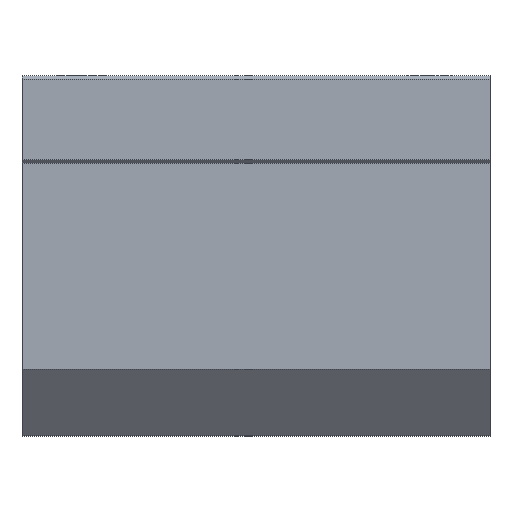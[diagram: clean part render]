
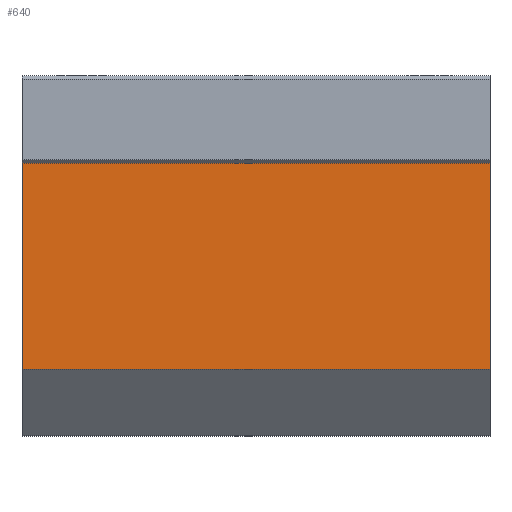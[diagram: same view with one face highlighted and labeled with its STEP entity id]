
A CAD part, top view. The second image highlights one B-rep face of the part: STEP entity #640.
In plain terms, the highlighted planar face has unit normal (0, 0, 1).
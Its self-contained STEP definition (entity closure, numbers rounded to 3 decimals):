
#26 = VERTEX_POINT ( 'NONE', #182 ) ;
#37 = DIRECTION ( 'NONE',  ( 0., -1., 0. ) ) ;
#43 = VERTEX_POINT ( 'NONE', #153 ) ;
#70 = CARTESIAN_POINT ( 'NONE',  ( -33.5, -16., 37.5 ) ) ;
#82 = CARTESIAN_POINT ( 'NONE',  ( -33.5, -16., 37.5 ) ) ;
#89 = DIRECTION ( 'NONE',  ( 1., 0., 0. ) ) ;
#99 = DIRECTION ( 'NONE',  ( 1., 0., 0. ) ) ;
#105 = CARTESIAN_POINT ( 'NONE',  ( -33.5, 13.5, 37.5 ) ) ;
#137 = CARTESIAN_POINT ( 'NONE',  ( -33.5, -16., 37.5 ) ) ;
#141 = CARTESIAN_POINT ( 'NONE',  ( 33.5, -16., 37.5 ) ) ;
#153 = CARTESIAN_POINT ( 'NONE',  ( 33.5, 13.5, 37.5 ) ) ;
#162 = PLANE ( 'NONE',  #236 ) ;
#173 = VERTEX_POINT ( 'NONE', #137 ) ;
#181 = VERTEX_POINT ( 'NONE', #141 ) ;
#182 = CARTESIAN_POINT ( 'NONE',  ( -33.5, 13.5, 37.5 ) ) ;
#193 = DIRECTION ( 'NONE',  ( 0., 0., 1. ) ) ;
#236 = AXIS2_PLACEMENT_3D ( 'NONE', #70, #193, #89 ) ;
#251 = EDGE_CURVE ( 'NONE', #26, #43, #384, .T. ) ;
#261 = EDGE_CURVE ( 'NONE', #26, #173, #273, .T. ) ;
#273 = LINE ( 'NONE', #82, #482 ) ;
#275 = ORIENTED_EDGE ( 'NONE', *, *, #748, .T. ) ;
#346 = ORIENTED_EDGE ( 'NONE', *, *, #251, .F. ) ;
#384 = LINE ( 'NONE', #105, #461 ) ;
#396 = VECTOR ( 'NONE', #913, 1000. ) ;
#431 = LINE ( 'NONE', #930, #450 ) ;
#444 = LINE ( 'NONE', #946, #396 ) ;
#449 = FACE_OUTER_BOUND ( 'NONE', #601, .T. ) ;
#450 = VECTOR ( 'NONE', #905, 1000. ) ;
#461 = VECTOR ( 'NONE', #99, 1000. ) ;
#482 = VECTOR ( 'NONE', #37, 1000. ) ;
#540 = ORIENTED_EDGE ( 'NONE', *, *, #261, .T. ) ;
#601 = EDGE_LOOP ( 'NONE', ( #275, #626, #346, #540 ) ) ;
#626 = ORIENTED_EDGE ( 'NONE', *, *, #742, .F. ) ;
#640 = ADVANCED_FACE ( 'NONE', ( #449 ), #162, .T. ) ;
#742 = EDGE_CURVE ( 'NONE', #43, #181, #431, .T. ) ;
#748 = EDGE_CURVE ( 'NONE', #173, #181, #444, .T. ) ;
#905 = DIRECTION ( 'NONE',  ( 0., -1., 0. ) ) ;
#913 = DIRECTION ( 'NONE',  ( 1., 0., 0. ) ) ;
#930 = CARTESIAN_POINT ( 'NONE',  ( 33.5, -16., 37.5 ) ) ;
#946 = CARTESIAN_POINT ( 'NONE',  ( -33.5, -16., 37.5 ) ) ;
